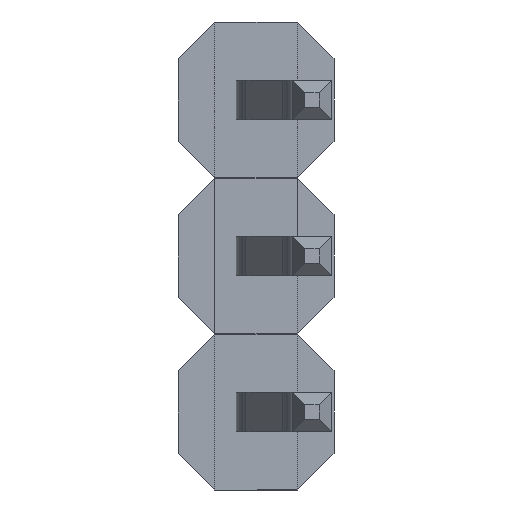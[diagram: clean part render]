
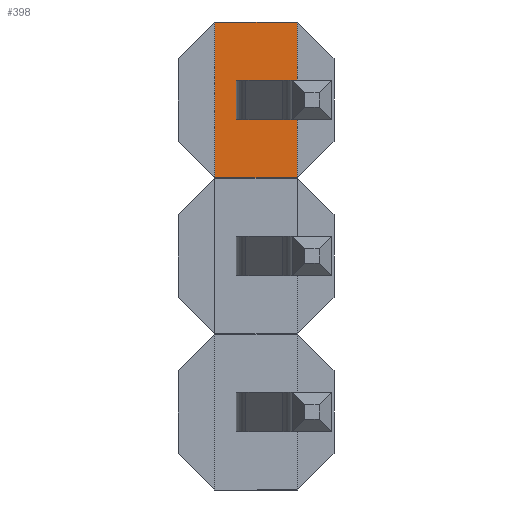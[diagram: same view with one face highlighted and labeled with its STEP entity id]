
A CAD part, left-side view. The second image highlights one B-rep face of the part: STEP entity #398.
In plain terms, the highlighted face is planar.
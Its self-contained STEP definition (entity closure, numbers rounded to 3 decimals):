
#27 = CARTESIAN_POINT ( 'NONE',  ( 0.95, 1.8, 0. ) ) ;
#36 = DIRECTION ( 'NONE',  ( 0., 0., -1. ) ) ;
#48 = CARTESIAN_POINT ( 'NONE',  ( 2.54, 1.8, -0.6 ) ) ;
#50 = DIRECTION ( 'NONE',  ( 0., 0., 1. ) ) ;
#87 = VECTOR ( 'NONE', #257, 1000. ) ;
#124 = ORIENTED_EDGE ( 'NONE', *, *, #332, .T. ) ;
#127 = FACE_OUTER_BOUND ( 'NONE', #821, .T. ) ;
#130 = LINE ( 'NONE', #27, #1280 ) ;
#145 = LINE ( 'NONE', #718, #1257 ) ;
#190 = CARTESIAN_POINT ( 'NONE',  ( 1.59, 1.8, 0. ) ) ;
#196 = LINE ( 'NONE', #733, #555 ) ;
#223 = VECTOR ( 'NONE', #1292, 1000. ) ;
#238 = ORIENTED_EDGE ( 'NONE', *, *, #1312, .T. ) ;
#257 = DIRECTION ( 'NONE',  ( 1., 0., 0. ) ) ;
#292 = VERTEX_POINT ( 'NONE', #1422 ) ;
#332 = EDGE_CURVE ( 'NONE', #914, #1183, #511, .T. ) ;
#355 = LINE ( 'NONE', #668, #1163 ) ;
#393 = CARTESIAN_POINT ( 'NONE',  ( 0.95, 1.8, -1.59 ) ) ;
#397 = VERTEX_POINT ( 'NONE', #487 ) ;
#398 = ADVANCED_FACE ( 'NONE', ( #1379, #127 ), #935, .T. ) ;
#425 = LINE ( 'NONE', #190, #878 ) ;
#474 = DIRECTION ( 'NONE',  ( 0., 0., 1. ) ) ;
#487 = CARTESIAN_POINT ( 'NONE',  ( 0.95, 1.8, -0.95 ) ) ;
#494 = ORIENTED_EDGE ( 'NONE', *, *, #695, .F. ) ;
#511 = LINE ( 'NONE', #952, #223 ) ;
#513 = ORIENTED_EDGE ( 'NONE', *, *, #974, .F. ) ;
#523 = EDGE_CURVE ( 'NONE', #1183, #292, #659, .T. ) ;
#545 = ORIENTED_EDGE ( 'NONE', *, *, #1359, .T. ) ;
#555 = VECTOR ( 'NONE', #1188, 1000. ) ;
#560 = VERTEX_POINT ( 'NONE', #1409 ) ;
#592 = CARTESIAN_POINT ( 'NONE',  ( 0., 1.8, 0. ) ) ;
#643 = DIRECTION ( 'NONE',  ( 0., 0., -1. ) ) ;
#659 = LINE ( 'NONE', #1169, #1136 ) ;
#668 = CARTESIAN_POINT ( 'NONE',  ( 0., 1.8, -1.59 ) ) ;
#695 = EDGE_CURVE ( 'NONE', #1334, #1293, #355, .T. ) ;
#718 = CARTESIAN_POINT ( 'NONE',  ( 2.54, 1.8, -1.94 ) ) ;
#728 = CARTESIAN_POINT ( 'NONE',  ( 0., 1.8, -0.95 ) ) ;
#733 = CARTESIAN_POINT ( 'NONE',  ( 0., 1.8, -0.6 ) ) ;
#774 = VERTEX_POINT ( 'NONE', #48 ) ;
#803 = AXIS2_PLACEMENT_3D ( 'NONE', #592, #1352, #1035 ) ;
#820 = EDGE_CURVE ( 'NONE', #397, #560, #1394, .T. ) ;
#821 = EDGE_LOOP ( 'NONE', ( #835, #545, #238, #124 ) ) ;
#835 = ORIENTED_EDGE ( 'NONE', *, *, #523, .T. ) ;
#878 = VECTOR ( 'NONE', #643, 1000. ) ;
#891 = CARTESIAN_POINT ( 'NONE',  ( 0., 1.8, -1.94 ) ) ;
#914 = VERTEX_POINT ( 'NONE', #1425 ) ;
#935 = PLANE ( 'NONE',  #803 ) ;
#952 = CARTESIAN_POINT ( 'NONE',  ( 0., 1.8, -1.94 ) ) ;
#974 = EDGE_CURVE ( 'NONE', #560, #1334, #425, .T. ) ;
#1035 = DIRECTION ( 'NONE',  ( 0., 0., 1. ) ) ;
#1115 = DIRECTION ( 'NONE',  ( -1., 0., 0. ) ) ;
#1136 = VECTOR ( 'NONE', #50, 1000. ) ;
#1163 = VECTOR ( 'NONE', #1115, 1000. ) ;
#1169 = CARTESIAN_POINT ( 'NONE',  ( 0., 1.8, -1.94 ) ) ;
#1173 = EDGE_LOOP ( 'NONE', ( #513, #1318, #1176, #494 ) ) ;
#1176 = ORIENTED_EDGE ( 'NONE', *, *, #1227, .F. ) ;
#1183 = VERTEX_POINT ( 'NONE', #891 ) ;
#1188 = DIRECTION ( 'NONE',  ( 1., 0., 0. ) ) ;
#1227 = EDGE_CURVE ( 'NONE', #1293, #397, #130, .T. ) ;
#1257 = VECTOR ( 'NONE', #36, 1000. ) ;
#1280 = VECTOR ( 'NONE', #474, 1000. ) ;
#1292 = DIRECTION ( 'NONE',  ( -1., 0., 0. ) ) ;
#1293 = VERTEX_POINT ( 'NONE', #393 ) ;
#1312 = EDGE_CURVE ( 'NONE', #774, #914, #145, .T. ) ;
#1318 = ORIENTED_EDGE ( 'NONE', *, *, #820, .F. ) ;
#1334 = VERTEX_POINT ( 'NONE', #1387 ) ;
#1352 = DIRECTION ( 'NONE',  ( 0., 1., 0. ) ) ;
#1359 = EDGE_CURVE ( 'NONE', #292, #774, #196, .T. ) ;
#1379 = FACE_BOUND ( 'NONE', #1173, .T. ) ;
#1387 = CARTESIAN_POINT ( 'NONE',  ( 1.59, 1.8, -1.59 ) ) ;
#1394 = LINE ( 'NONE', #728, #87 ) ;
#1409 = CARTESIAN_POINT ( 'NONE',  ( 1.59, 1.8, -0.95 ) ) ;
#1422 = CARTESIAN_POINT ( 'NONE',  ( 0., 1.8, -0.6 ) ) ;
#1425 = CARTESIAN_POINT ( 'NONE',  ( 2.54, 1.8, -1.94 ) ) ;
